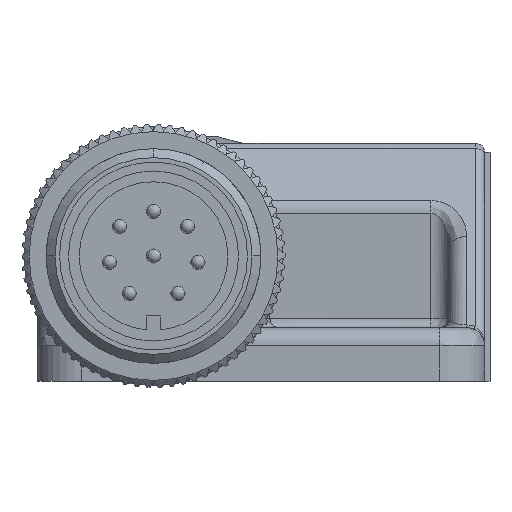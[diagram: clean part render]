
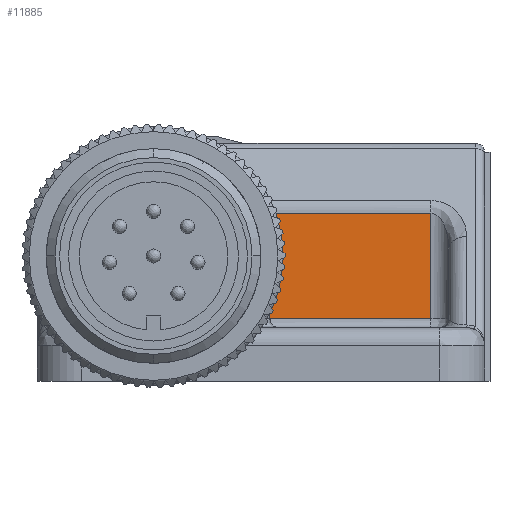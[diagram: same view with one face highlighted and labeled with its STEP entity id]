
A CAD part, left-side view. The second image highlights one B-rep face of the part: STEP entity #11885.
In plain terms, the highlighted planar face has unit normal (-1, 0, 0).
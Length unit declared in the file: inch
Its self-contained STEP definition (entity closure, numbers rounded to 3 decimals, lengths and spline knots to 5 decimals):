
#465 = CARTESIAN_POINT ( 'NONE',  ( 0.3937, 0.98425, 0.36952 ) ) ;
#6125 = EDGE_CURVE ( 'NONE', #6771, #11170, #34844, .T. ) ;
#6771 = VERTEX_POINT ( 'NONE', #36616 ) ;
#8567 = VECTOR ( 'NONE', #15601, 39.37008 ) ;
#8902 = AXIS2_PLACEMENT_3D ( 'NONE', #9234, #29876, #35703 ) ;
#9234 = CARTESIAN_POINT ( 'NONE',  ( 0.3937, 0.98425, 0.11811 ) ) ;
#9828 = EDGE_CURVE ( 'NONE', #11170, #35595, #33825, .T. ) ;
#10619 = FACE_OUTER_BOUND ( 'NONE', #18996, .T. ) ;
#11170 = VERTEX_POINT ( 'NONE', #25140 ) ;
#11485 = CARTESIAN_POINT ( 'NONE',  ( 0.3937, 0.11811, 0.1378 ) ) ;
#11885 = ADVANCED_FACE ( 'NONE', ( #10619 ), #26907, .F. ) ;
#14904 = VECTOR ( 'NONE', #20788, 39.37008 ) ;
#15601 = DIRECTION ( 'NONE',  ( 0., -1., 0. ) ) ;
#17598 = ORIENTED_EDGE ( 'NONE', *, *, #32871, .T. ) ;
#18996 = EDGE_LOOP ( 'NONE', ( #17598, #25786, #36526, #19431 ) ) ;
#19038 = VECTOR ( 'NONE', #31044, 39.37008 ) ;
#19431 = ORIENTED_EDGE ( 'NONE', *, *, #27612, .T. ) ;
#20788 = DIRECTION ( 'NONE',  ( 0., 0., -1. ) ) ;
#20901 = DIRECTION ( 'NONE',  ( 0., -1., 0. ) ) ;
#22051 = CARTESIAN_POINT ( 'NONE',  ( 0.3937, 0.47244, 0.38583 ) ) ;
#25140 = CARTESIAN_POINT ( 'NONE',  ( 0.3937, 0.11811, 0.36952 ) ) ;
#25786 = ORIENTED_EDGE ( 'NONE', *, *, #9828, .F. ) ;
#26907 = PLANE ( 'NONE',  #8902 ) ;
#27612 = EDGE_CURVE ( 'NONE', #6771, #28590, #31013, .T. ) ;
#28590 = VERTEX_POINT ( 'NONE', #37320 ) ;
#29876 = DIRECTION ( 'NONE',  ( 1., 0., 0. ) ) ;
#31013 = LINE ( 'NONE', #22051, #19038 ) ;
#31044 = DIRECTION ( 'NONE',  ( 0., 0., -1. ) ) ;
#32147 = LINE ( 'NONE', #33275, #8567 ) ;
#32555 = VECTOR ( 'NONE', #20901, 39.37008 ) ;
#32781 = CARTESIAN_POINT ( 'NONE',  ( 0.3937, 0.11811, 0.11811 ) ) ;
#32871 = EDGE_CURVE ( 'NONE', #28590, #35595, #32147, .T. ) ;
#33275 = CARTESIAN_POINT ( 'NONE',  ( 0.3937, 0., 0.1378 ) ) ;
#33825 = LINE ( 'NONE', #32781, #14904 ) ;
#34844 = LINE ( 'NONE', #465, #32555 ) ;
#35595 = VERTEX_POINT ( 'NONE', #11485 ) ;
#35703 = DIRECTION ( 'NONE',  ( 0., 0., -1. ) ) ;
#36526 = ORIENTED_EDGE ( 'NONE', *, *, #6125, .F. ) ;
#36616 = CARTESIAN_POINT ( 'NONE',  ( 0.3937, 0.47244, 0.36952 ) ) ;
#37320 = CARTESIAN_POINT ( 'NONE',  ( 0.3937, 0.47244, 0.1378 ) ) ;
